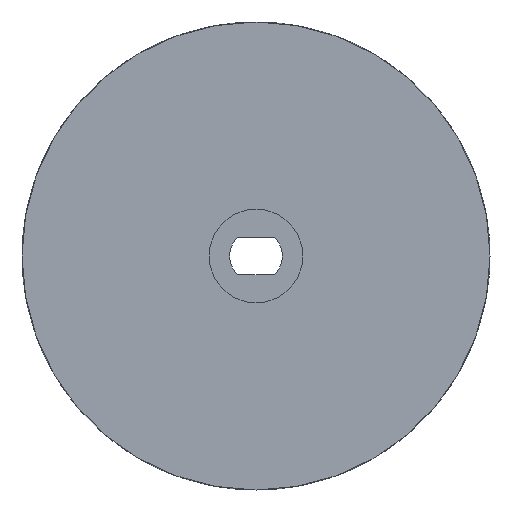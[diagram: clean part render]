
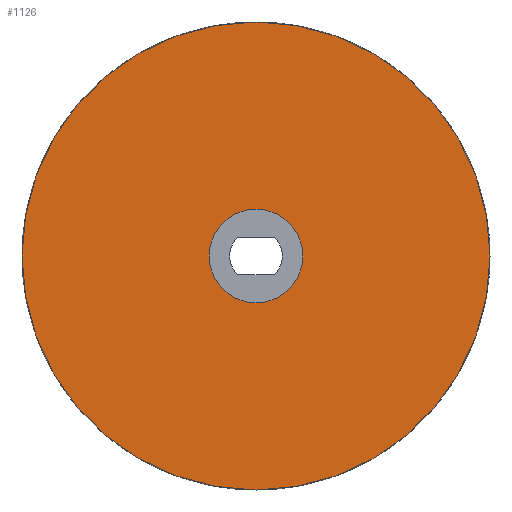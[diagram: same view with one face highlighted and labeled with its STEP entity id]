
A CAD part, front view. The second image highlights one B-rep face of the part: STEP entity #1126.
In plain terms, the highlighted planar face has unit normal (0, -1, 0).
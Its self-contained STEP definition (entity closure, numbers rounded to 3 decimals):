
#19=FACE_BOUND('',#160,.T.);
#35=CIRCLE('',#1211,25.);
#36=CIRCLE('',#1212,5.);
#102=FACE_OUTER_BOUND('',#159,.T.);
#159=EDGE_LOOP('',(#894));
#160=EDGE_LOOP('',(#895));
#528=VERTEX_POINT('',#1828);
#529=VERTEX_POINT('',#1830);
#672=EDGE_CURVE('',#528,#528,#35,.T.);
#673=EDGE_CURVE('',#529,#529,#36,.T.);
#894=ORIENTED_EDGE('',*,*,#672,.F.);
#895=ORIENTED_EDGE('',*,*,#673,.T.);
#1073=PLANE('',#1210);
#1126=ADVANCED_FACE('',(#102,#19),#1073,.F.);
#1210=AXIS2_PLACEMENT_3D('',#1827,#1482,#1483);
#1211=AXIS2_PLACEMENT_3D('',#1829,#1484,#1485);
#1212=AXIS2_PLACEMENT_3D('',#1831,#1486,#1487);
#1482=DIRECTION('center_axis',(0.,1.,0.));
#1483=DIRECTION('ref_axis',(-1.,0.,0.));
#1484=DIRECTION('center_axis',(0.,1.,0.));
#1485=DIRECTION('ref_axis',(-1.,0.,0.));
#1486=DIRECTION('center_axis',(0.,1.,0.));
#1487=DIRECTION('ref_axis',(1.,0.,0.));
#1827=CARTESIAN_POINT('Origin',(0.,10.,0.));
#1828=CARTESIAN_POINT('',(25.,10.,0.));
#1829=CARTESIAN_POINT('Origin',(0.,10.,0.));
#1830=CARTESIAN_POINT('',(-5.,10.,0.));
#1831=CARTESIAN_POINT('Origin',(0.,10.,0.));
